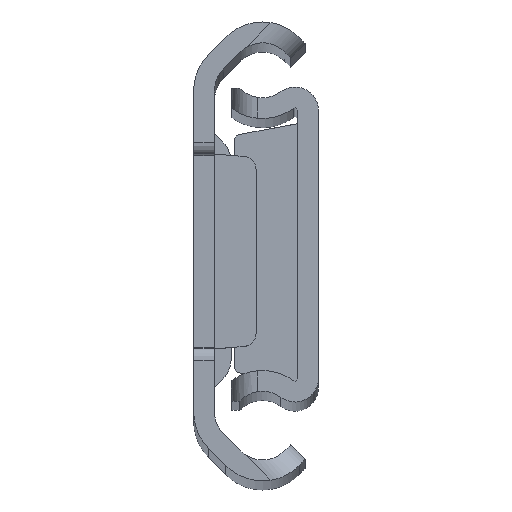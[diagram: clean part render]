
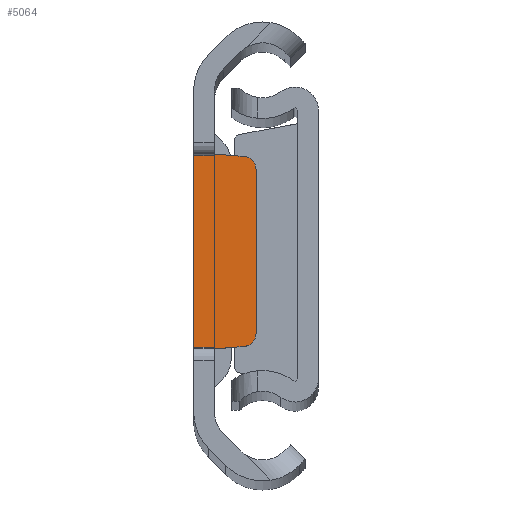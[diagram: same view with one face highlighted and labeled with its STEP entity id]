
A CAD part, top view. The second image highlights one B-rep face of the part: STEP entity #5064.
In plain terms, the highlighted planar face has unit normal (0, 0, 1).
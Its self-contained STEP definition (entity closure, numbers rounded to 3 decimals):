
#138 = CARTESIAN_POINT ( 'NONE',  ( 3.884, -7.307, -2.2 ) ) ;
#211 = VERTEX_POINT ( 'NONE', #138 ) ;
#383 = LINE ( 'NONE', #411, #2571 ) ;
#386 = CARTESIAN_POINT ( 'NONE',  ( 3.8, -6.311, -2.2 ) ) ;
#411 = CARTESIAN_POINT ( 'NONE',  ( 4.8, -7.23, -2.2 ) ) ;
#461 = CARTESIAN_POINT ( 'NONE',  ( 0., -7.5, -2.2 ) ) ;
#510 = ORIENTED_EDGE ( 'NONE', *, *, #2480, .T. ) ;
#622 = DIRECTION ( 'NONE',  ( 0., 0., 1. ) ) ;
#673 = EDGE_CURVE ( 'NONE', #1533, #1203, #2110, .T. ) ;
#773 = VECTOR ( 'NONE', #4435, 1000. ) ;
#796 = LINE ( 'NONE', #2041, #2720 ) ;
#828 = DIRECTION ( 'NONE',  ( 0.996, 0.084, 0. ) ) ;
#843 = CARTESIAN_POINT ( 'NONE',  ( 1.6, -7.5, -2.2 ) ) ;
#928 = LINE ( 'NONE', #2501, #3204 ) ;
#936 = ORIENTED_EDGE ( 'NONE', *, *, #4474, .T. ) ;
#994 = EDGE_CURVE ( 'NONE', #211, #3288, #1436, .T. ) ;
#1095 = EDGE_LOOP ( 'NONE', ( #936, #5108, #3663, #510, #3266, #4035, #4836, #4416 ) ) ;
#1183 = DIRECTION ( 'NONE',  ( 0., -1., 0. ) ) ;
#1203 = VERTEX_POINT ( 'NONE', #3245 ) ;
#1314 = AXIS2_PLACEMENT_3D ( 'NONE', #3805, #622, #4599 ) ;
#1436 = CIRCLE ( 'NONE', #2520, 1. ) ;
#1533 = VERTEX_POINT ( 'NONE', #3364 ) ;
#1564 = DIRECTION ( 'NONE',  ( -1., 0., 0. ) ) ;
#1572 = LINE ( 'NONE', #4730, #3714 ) ;
#1607 = DIRECTION ( 'NONE',  ( 0., 1., 0. ) ) ;
#1906 = CARTESIAN_POINT ( 'NONE',  ( 0., 7.5, -2.2 ) ) ;
#2041 = CARTESIAN_POINT ( 'NONE',  ( 8.601, -7.5, -2.2 ) ) ;
#2047 = AXIS2_PLACEMENT_3D ( 'NONE', #2836, #4826, #2529 ) ;
#2110 = LINE ( 'NONE', #3700, #773 ) ;
#2166 = PLANE ( 'NONE',  #1314 ) ;
#2305 = EDGE_CURVE ( 'NONE', #3628, #1203, #2703, .T. ) ;
#2471 = EDGE_CURVE ( 'NONE', #3288, #2613, #928, .T. ) ;
#2480 = EDGE_CURVE ( 'NONE', #2613, #3637, #3875, .T. ) ;
#2501 = CARTESIAN_POINT ( 'NONE',  ( 4.8, 7.23, -2.2 ) ) ;
#2520 = AXIS2_PLACEMENT_3D ( 'NONE', #386, #3602, #1183 ) ;
#2529 = DIRECTION ( 'NONE',  ( 0., -1., 0. ) ) ;
#2571 = VECTOR ( 'NONE', #828, 1000. ) ;
#2613 = VERTEX_POINT ( 'NONE', #5003 ) ;
#2703 = LINE ( 'NONE', #1906, #3229 ) ;
#2720 = VECTOR ( 'NONE', #1564, 1000. ) ;
#2776 = EDGE_CURVE ( 'NONE', #3637, #1533, #1572, .T. ) ;
#2784 = CARTESIAN_POINT ( 'NONE',  ( 3.884, 7.307, -2.2 ) ) ;
#2836 = CARTESIAN_POINT ( 'NONE',  ( 3.8, 6.311, -2.2 ) ) ;
#3204 = VECTOR ( 'NONE', #4091, 1000. ) ;
#3229 = VECTOR ( 'NONE', #1607, 1000. ) ;
#3244 = CARTESIAN_POINT ( 'NONE',  ( 4.8, -6.311, -2.2 ) ) ;
#3245 = CARTESIAN_POINT ( 'NONE',  ( 0., 7.5, -2.2 ) ) ;
#3266 = ORIENTED_EDGE ( 'NONE', *, *, #2776, .T. ) ;
#3288 = VERTEX_POINT ( 'NONE', #3244 ) ;
#3364 = CARTESIAN_POINT ( 'NONE',  ( 1.6, 7.5, -2.2 ) ) ;
#3602 = DIRECTION ( 'NONE',  ( 0., 0., 1. ) ) ;
#3628 = VERTEX_POINT ( 'NONE', #461 ) ;
#3637 = VERTEX_POINT ( 'NONE', #2784 ) ;
#3663 = ORIENTED_EDGE ( 'NONE', *, *, #2471, .T. ) ;
#3700 = CARTESIAN_POINT ( 'NONE',  ( 8.601, 7.5, -2.2 ) ) ;
#3714 = VECTOR ( 'NONE', #3873, 1000. ) ;
#3805 = CARTESIAN_POINT ( 'NONE',  ( 8.601, 7.5, -2.2 ) ) ;
#3873 = DIRECTION ( 'NONE',  ( -0.996, 0.084, 0. ) ) ;
#3875 = CIRCLE ( 'NONE', #2047, 1. ) ;
#4035 = ORIENTED_EDGE ( 'NONE', *, *, #673, .T. ) ;
#4091 = DIRECTION ( 'NONE',  ( 0., 1., 0. ) ) ;
#4196 = FACE_OUTER_BOUND ( 'NONE', #1095, .T. ) ;
#4370 = EDGE_CURVE ( 'NONE', #4807, #3628, #796, .T. ) ;
#4416 = ORIENTED_EDGE ( 'NONE', *, *, #4370, .F. ) ;
#4435 = DIRECTION ( 'NONE',  ( -1., 0., 0. ) ) ;
#4474 = EDGE_CURVE ( 'NONE', #4807, #211, #383, .T. ) ;
#4599 = DIRECTION ( 'NONE',  ( 0., -1., 0. ) ) ;
#4730 = CARTESIAN_POINT ( 'NONE',  ( 1.6, 7.5, -2.2 ) ) ;
#4807 = VERTEX_POINT ( 'NONE', #843 ) ;
#4826 = DIRECTION ( 'NONE',  ( 0., 0., 1. ) ) ;
#4836 = ORIENTED_EDGE ( 'NONE', *, *, #2305, .F. ) ;
#5003 = CARTESIAN_POINT ( 'NONE',  ( 4.8, 6.311, -2.2 ) ) ;
#5064 = ADVANCED_FACE ( 'NONE', ( #4196 ), #2166, .T. ) ;
#5108 = ORIENTED_EDGE ( 'NONE', *, *, #994, .T. ) ;
